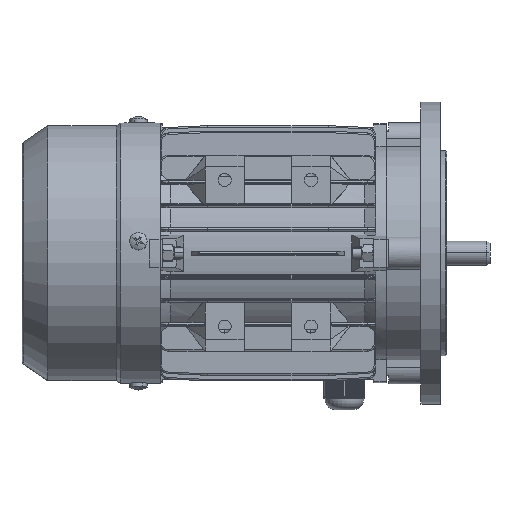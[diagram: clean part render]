
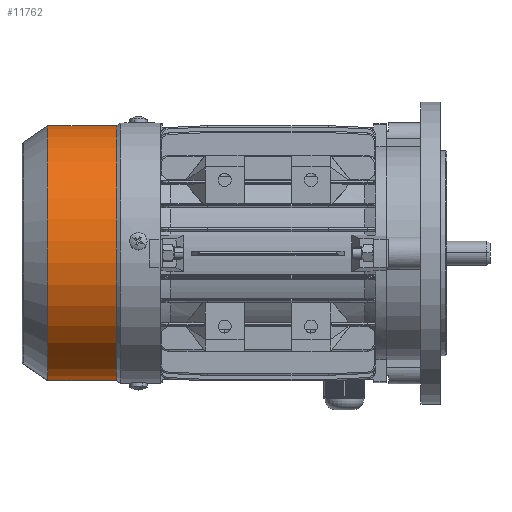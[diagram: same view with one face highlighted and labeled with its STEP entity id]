
A CAD part, front view. The second image highlights one B-rep face of the part: STEP entity #11762.
In plain terms, the highlighted cylindrical face has radius 59.3 mm (diameter 118.6 mm), a partial arc.
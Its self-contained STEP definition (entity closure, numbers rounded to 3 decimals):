
#522 = CARTESIAN_POINT ( 'NONE',  ( 20.3, 0., 0. ) ) ;
#535 = DIRECTION ( 'NONE',  ( 0., 0., 1. ) ) ;
#536 = DIRECTION ( 'NONE',  ( -1., 0., 0. ) ) ;
#537 = AXIS2_PLACEMENT_3D ( 'NONE', #522, #536, #535 ) ;
#538 = CIRCLE ( 'NONE', #537, 59.3 ) ;
#11123 = ORIENTED_EDGE ( 'NONE', *, *, #31055, .T. ) ;
#11762 = ADVANCED_FACE ( 'NONE', ( #63725 ), #63723, .T. ) ;
#11767 = ORIENTED_EDGE ( 'NONE', *, *, #31257, .F. ) ;
#11777 = EDGE_LOOP ( 'NONE', ( #11767, #84964, #11123, #12169 ) ) ;
#11930 = EDGE_CURVE ( 'NONE', #31253, #31252, #64178, .T. ) ;
#12169 = ORIENTED_EDGE ( 'NONE', *, *, #12354, .F. ) ;
#12354 = EDGE_CURVE ( 'NONE', #31151, #31148, #538, .T. ) ;
#31055 = EDGE_CURVE ( 'NONE', #31252, #31148, #32298, .T. ) ;
#31148 = VERTEX_POINT ( 'NONE', #32508 ) ;
#31151 = VERTEX_POINT ( 'NONE', #32505 ) ;
#31252 = VERTEX_POINT ( 'NONE', #32968 ) ;
#31253 = VERTEX_POINT ( 'NONE', #32967 ) ;
#31257 = EDGE_CURVE ( 'NONE', #31253, #31151, #32962, .T. ) ;
#32292 = DIRECTION ( 'NONE',  ( -1., 0., 0. ) ) ;
#32293 = VECTOR ( 'NONE', #32292, 1000. ) ;
#32295 = CARTESIAN_POINT ( 'NONE',  ( 0., 0., 59.3 ) ) ;
#32298 = LINE ( 'NONE', #32295, #32293 ) ;
#32505 = CARTESIAN_POINT ( 'NONE',  ( 20.3, 0., -59.3 ) ) ;
#32508 = CARTESIAN_POINT ( 'NONE',  ( 20.3, 0., 59.3 ) ) ;
#32957 = DIRECTION ( 'NONE',  ( -1., 0., 0. ) ) ;
#32958 = VECTOR ( 'NONE', #32957, 1000. ) ;
#32960 = CARTESIAN_POINT ( 'NONE',  ( 0., 0., -59.3 ) ) ;
#32962 = LINE ( 'NONE', #32960, #32958 ) ;
#32967 = CARTESIAN_POINT ( 'NONE',  ( 52., 0., -59.3 ) ) ;
#32968 = CARTESIAN_POINT ( 'NONE',  ( 52., 0., 59.3 ) ) ;
#63710 = DIRECTION ( 'NONE',  ( 0., 0., 1. ) ) ;
#63712 = DIRECTION ( 'NONE',  ( -1., 0., 0. ) ) ;
#63713 = CARTESIAN_POINT ( 'NONE',  ( 0., 0., 0. ) ) ;
#63715 = AXIS2_PLACEMENT_3D ( 'NONE', #63713, #63712, #63710 ) ;
#63723 = CYLINDRICAL_SURFACE ( 'NONE', #63715, 59.3 ) ;
#63725 = FACE_OUTER_BOUND ( 'NONE', #11777, .T. ) ;
#64178 = CIRCLE ( 'NONE', #64212, 59.3 ) ;
#64207 = DIRECTION ( 'NONE',  ( 0., 0., 1. ) ) ;
#64208 = DIRECTION ( 'NONE',  ( -1., 0., 0. ) ) ;
#64210 = CARTESIAN_POINT ( 'NONE',  ( 52., 0., 0. ) ) ;
#64212 = AXIS2_PLACEMENT_3D ( 'NONE', #64210, #64208, #64207 ) ;
#84964 = ORIENTED_EDGE ( 'NONE', *, *, #11930, .T. ) ;
